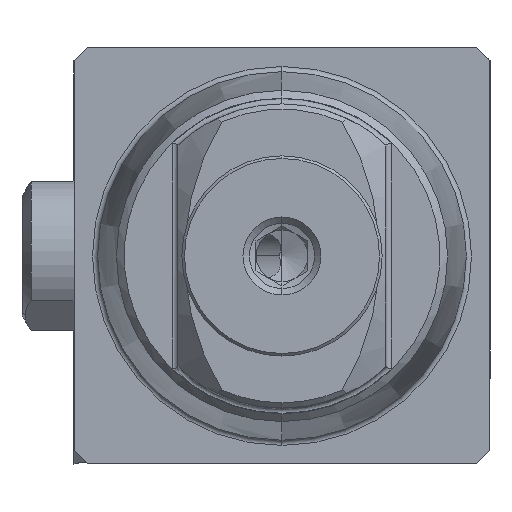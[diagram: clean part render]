
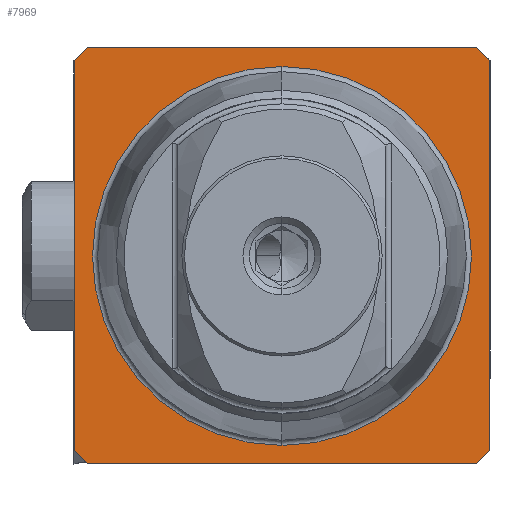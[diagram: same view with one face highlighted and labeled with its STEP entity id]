
A CAD part, left-side view. The second image highlights one B-rep face of the part: STEP entity #7969.
In plain terms, the highlighted planar face has unit normal (-1, 0, 0).
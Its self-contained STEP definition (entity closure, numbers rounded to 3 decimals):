
#74 = ORIENTED_EDGE ( 'NONE', *, *, #732, .F. ) ;
#83 = FACE_OUTER_BOUND ( 'NONE', #1829, .T. ) ;
#296 = DIRECTION ( 'NONE',  ( 0., 0., 1. ) ) ;
#377 = EDGE_CURVE ( 'NONE', #6283, #5632, #8511, .T. ) ;
#491 = VERTEX_POINT ( 'NONE', #5154 ) ;
#601 = EDGE_CURVE ( 'NONE', #1339, #929, #3333, .T. ) ;
#697 = CARTESIAN_POINT ( 'NONE',  ( 0., -8., 0. ) ) ;
#732 = EDGE_CURVE ( 'NONE', #6283, #8191, #5569, .T. ) ;
#743 = LINE ( 'NONE', #697, #6219 ) ;
#806 = CARTESIAN_POINT ( 'NONE',  ( 0., -8., -7.5 ) ) ;
#843 = VERTEX_POINT ( 'NONE', #1528 ) ;
#929 = VERTEX_POINT ( 'NONE', #2304 ) ;
#1060 = LINE ( 'NONE', #3130, #6694 ) ;
#1129 = DIRECTION ( 'NONE',  ( 0., -1., 0. ) ) ;
#1177 = CARTESIAN_POINT ( 'NONE',  ( 0., 8., -7.5 ) ) ;
#1339 = VERTEX_POINT ( 'NONE', #8095 ) ;
#1367 = CARTESIAN_POINT ( 'NONE',  ( 0., 0., 0. ) ) ;
#1453 = VERTEX_POINT ( 'NONE', #4790 ) ;
#1483 = DIRECTION ( 'NONE',  ( 0., 0.707, 0.707 ) ) ;
#1528 = CARTESIAN_POINT ( 'NONE',  ( 0., -8., 7.5 ) ) ;
#1638 = ORIENTED_EDGE ( 'NONE', *, *, #377, .T. ) ;
#1645 = FACE_BOUND ( 'NONE', #6394, .T. ) ;
#1659 = ORIENTED_EDGE ( 'NONE', *, *, #7095, .F. ) ;
#1722 = CIRCLE ( 'NONE', #6266, 7.287 ) ;
#1829 = EDGE_LOOP ( 'NONE', ( #6024, #3187, #74, #1638, #2553, #2925, #3837, #6444 ) ) ;
#1834 = EDGE_CURVE ( 'NONE', #1339, #1453, #9036, .T. ) ;
#1839 = AXIS2_PLACEMENT_3D ( 'NONE', #5694, #5825, #8622 ) ;
#2114 = LINE ( 'NONE', #3457, #2132 ) ;
#2132 = VECTOR ( 'NONE', #1483, 1000. ) ;
#2304 = CARTESIAN_POINT ( 'NONE',  ( 0., -7.5, 8. ) ) ;
#2318 = CARTESIAN_POINT ( 'NONE',  ( 0., 0., 0. ) ) ;
#2407 = DIRECTION ( 'NONE',  ( 0., -0.707, 0.707 ) ) ;
#2444 = CARTESIAN_POINT ( 'NONE',  ( 0., -7.5, -8. ) ) ;
#2553 = ORIENTED_EDGE ( 'NONE', *, *, #2999, .F. ) ;
#2625 = VECTOR ( 'NONE', #4817, 1000. ) ;
#2821 = VERTEX_POINT ( 'NONE', #5930 ) ;
#2925 = ORIENTED_EDGE ( 'NONE', *, *, #4134, .T. ) ;
#2999 = EDGE_CURVE ( 'NONE', #843, #5632, #743, .T. ) ;
#3130 = CARTESIAN_POINT ( 'NONE',  ( 0., 8., 0. ) ) ;
#3187 = ORIENTED_EDGE ( 'NONE', *, *, #3360, .T. ) ;
#3333 = LINE ( 'NONE', #5256, #6406 ) ;
#3360 = EDGE_CURVE ( 'NONE', #7187, #8191, #7707, .T. ) ;
#3457 = CARTESIAN_POINT ( 'NONE',  ( 0., -7.5, 8. ) ) ;
#3524 = DIRECTION ( 'NONE',  ( 0., 0., 1. ) ) ;
#3661 = ORIENTED_EDGE ( 'NONE', *, *, #6922, .F. ) ;
#3728 = AXIS2_PLACEMENT_3D ( 'NONE', #2318, #5202, #296 ) ;
#3837 = ORIENTED_EDGE ( 'NONE', *, *, #601, .F. ) ;
#4134 = EDGE_CURVE ( 'NONE', #843, #929, #2114, .T. ) ;
#4160 = DIRECTION ( 'NONE',  ( -1., 0., 0. ) ) ;
#4292 = EDGE_CURVE ( 'NONE', #7187, #1453, #1060, .T. ) ;
#4790 = CARTESIAN_POINT ( 'NONE',  ( 0., 8., 7.5 ) ) ;
#4817 = DIRECTION ( 'NONE',  ( 0., -0.707, -0.707 ) ) ;
#4857 = CARTESIAN_POINT ( 'NONE',  ( 0., 7.5, -8. ) ) ;
#4875 = DIRECTION ( 'NONE',  ( 0., 1., 0. ) ) ;
#5154 = CARTESIAN_POINT ( 'NONE',  ( 0., 0., -7.287 ) ) ;
#5202 = DIRECTION ( 'NONE',  ( -1., 0., 0. ) ) ;
#5256 = CARTESIAN_POINT ( 'NONE',  ( 0., 7.287, 8. ) ) ;
#5476 = CARTESIAN_POINT ( 'NONE',  ( 0., 7.287, -8. ) ) ;
#5560 = DIRECTION ( 'NONE',  ( 0., 0.707, -0.707 ) ) ;
#5569 = LINE ( 'NONE', #5476, #8414 ) ;
#5632 = VERTEX_POINT ( 'NONE', #7176 ) ;
#5694 = CARTESIAN_POINT ( 'NONE',  ( 0., 7.287, 0. ) ) ;
#5825 = DIRECTION ( 'NONE',  ( 1., 0., 0. ) ) ;
#5930 = CARTESIAN_POINT ( 'NONE',  ( 0., 0., 7.287 ) ) ;
#6012 = DIRECTION ( 'NONE',  ( 0., 0., 1. ) ) ;
#6024 = ORIENTED_EDGE ( 'NONE', *, *, #4292, .F. ) ;
#6219 = VECTOR ( 'NONE', #6292, 1000. ) ;
#6241 = CARTESIAN_POINT ( 'NONE',  ( 0., 8., 7.5 ) ) ;
#6266 = AXIS2_PLACEMENT_3D ( 'NONE', #1367, #4160, #3524 ) ;
#6271 = VECTOR ( 'NONE', #5560, 1000. ) ;
#6283 = VERTEX_POINT ( 'NONE', #2444 ) ;
#6292 = DIRECTION ( 'NONE',  ( 0., 0., -1. ) ) ;
#6394 = EDGE_LOOP ( 'NONE', ( #3661, #1659 ) ) ;
#6406 = VECTOR ( 'NONE', #1129, 1000. ) ;
#6444 = ORIENTED_EDGE ( 'NONE', *, *, #1834, .T. ) ;
#6661 = CIRCLE ( 'NONE', #3728, 7.287 ) ;
#6694 = VECTOR ( 'NONE', #6012, 1000. ) ;
#6922 = EDGE_CURVE ( 'NONE', #2821, #491, #1722, .T. ) ;
#6974 = CARTESIAN_POINT ( 'NONE',  ( 0., 7.5, -8. ) ) ;
#7095 = EDGE_CURVE ( 'NONE', #491, #2821, #6661, .T. ) ;
#7160 = PLANE ( 'NONE',  #1839 ) ;
#7176 = CARTESIAN_POINT ( 'NONE',  ( 0., -8., -7.5 ) ) ;
#7187 = VERTEX_POINT ( 'NONE', #1177 ) ;
#7707 = LINE ( 'NONE', #6974, #2625 ) ;
#7969 = ADVANCED_FACE ( 'NONE', ( #1645, #83 ), #7160, .F. ) ;
#8095 = CARTESIAN_POINT ( 'NONE',  ( 0., 7.5, 8. ) ) ;
#8191 = VERTEX_POINT ( 'NONE', #4857 ) ;
#8414 = VECTOR ( 'NONE', #4875, 1000. ) ;
#8511 = LINE ( 'NONE', #806, #8742 ) ;
#8622 = DIRECTION ( 'NONE',  ( 0., 0., -1. ) ) ;
#8742 = VECTOR ( 'NONE', #2407, 1000. ) ;
#9036 = LINE ( 'NONE', #6241, #6271 ) ;
